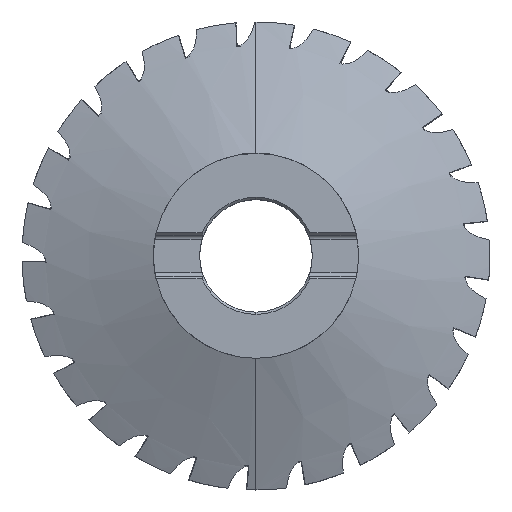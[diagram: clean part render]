
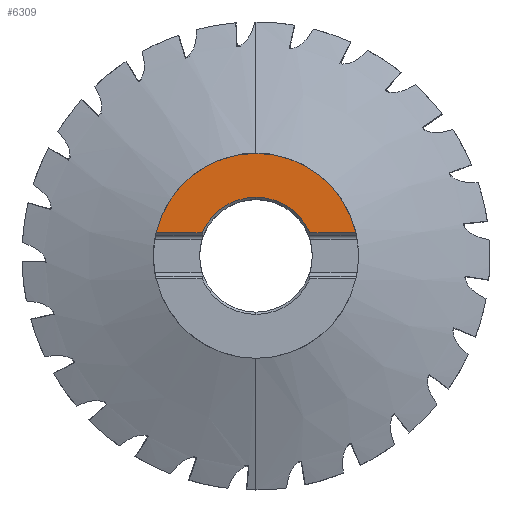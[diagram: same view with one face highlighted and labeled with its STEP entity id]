
A CAD part, top view. The second image highlights one B-rep face of the part: STEP entity #6309.
In plain terms, the highlighted planar face has unit normal (0, 0, 1).
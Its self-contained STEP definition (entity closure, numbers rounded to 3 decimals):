
#2981=VERTEX_POINT('',#8006);
#3137=EDGE_CURVE('',#2981,#6947,#8174,.T.);
#3229=VERTEX_POINT('',#8272);
#3581=EDGE_CURVE('',#6667,#6947,#8656,.T.);
#3783=EDGE_CURVE('',#3229,#6549,#8877,.T.);
#3955=EDGE_CURVE('',#3229,#6667,#9067,.T.);
#4625=VERTEX_POINT('',#9792);
#5323=EDGE_CURVE('',#6549,#4625,#10549,.T.);
#6199=EDGE_CURVE('',#4625,#2981,#11500,.T.);
#6309=ADVANCED_FACE('',(#11625),#11626,.T.);
#6549=VERTEX_POINT('',#11893);
#6667=VERTEX_POINT('',#12016);
#6947=VERTEX_POINT('',#12313);
#8006=CARTESIAN_POINT('',(23.916,10.2,0.));
#8174=LINE('',#14167,#14168);
#8272=CARTESIAN_POINT('',(-44.342,10.2,0.0));
#8656=CIRCLE('',#15134,45.5);
#8877=LINE('',#15676,#15677);
#9067=CIRCLE('',#15994,45.5);
#9792=CARTESIAN_POINT('',(0.,26.0,0.0));
#10549=CIRCLE('',#18798,26.0);
#11500=CIRCLE('',#20717,26.0);
#11625=FACE_OUTER_BOUND('',#20878,.T.);
#11626=PLANE('',#20879);
#11893=CARTESIAN_POINT('',(-23.916,10.2,0.));
#12016=CARTESIAN_POINT('',(0.,45.5,0.0));
#12313=CARTESIAN_POINT('',(44.342,10.2,0.0));
#14167=CARTESIAN_POINT('',(22.75,10.2,0.0));
#14168=VECTOR('',#24306,1.0);
#15134=AXIS2_PLACEMENT_3D('',#24817,#24818,#24819);
#15676=CARTESIAN_POINT('',(22.75,10.2,0.0));
#15677=VECTOR('',#25038,1.0);
#15994=AXIS2_PLACEMENT_3D('',#25255,#25256,#25257);
#18798=AXIS2_PLACEMENT_3D('',#26861,#26862,#26863);
#20717=AXIS2_PLACEMENT_3D('',#27940,#27941,#27942);
#20878=EDGE_LOOP('',(#28130,#28131,#28132,#28133,#28134,#28135));
#20879=AXIS2_PLACEMENT_3D('',#28136,#28137,#28138);
#24306=DIRECTION('',(1.0,0.0,0.0));
#24817=CARTESIAN_POINT('',(0.0,0.0,0.0));
#24818=DIRECTION('',(0.0,0.0,-1.0));
#24819=DIRECTION('',(0.0,1.0,0.0));
#25038=DIRECTION('',(1.0,0.0,0.0));
#25255=CARTESIAN_POINT('',(0.0,0.0,0.0));
#25256=DIRECTION('',(0.0,0.0,-1.0));
#25257=DIRECTION('',(0.0,1.0,0.0));
#26861=CARTESIAN_POINT('',(0.0,0.0,0.0));
#26862=DIRECTION('',(-0.0,0.0,-1.0));
#26863=DIRECTION('',(0.0,1.0,0.0));
#27940=CARTESIAN_POINT('',(0.0,0.0,0.0));
#27941=DIRECTION('',(-0.0,0.0,-1.0));
#27942=DIRECTION('',(0.0,1.0,0.0));
#28130=ORIENTED_EDGE('',*,*,#3783,.T.);
#28131=ORIENTED_EDGE('',*,*,#5323,.T.);
#28132=ORIENTED_EDGE('',*,*,#6199,.T.);
#28133=ORIENTED_EDGE('',*,*,#3137,.T.);
#28134=ORIENTED_EDGE('',*,*,#3581,.F.);
#28135=ORIENTED_EDGE('',*,*,#3955,.F.);
#28136=CARTESIAN_POINT('',(0.0,22.75,0.0));
#28137=DIRECTION('',(-0.0,0.0,1.0));
#28138=DIRECTION('',(0.0,-1.0,0.0));
